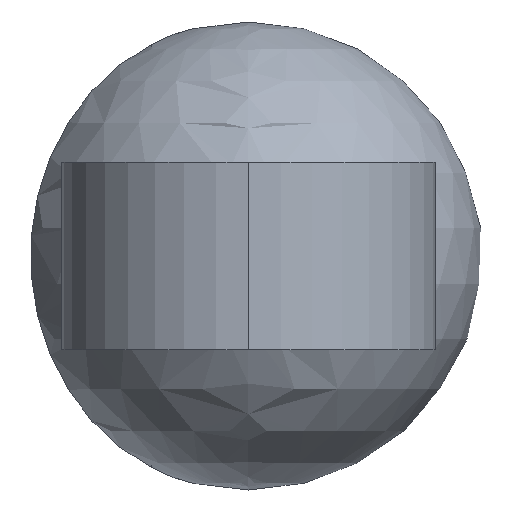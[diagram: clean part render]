
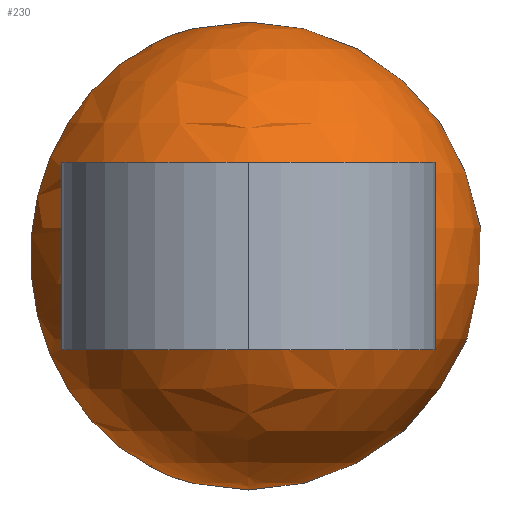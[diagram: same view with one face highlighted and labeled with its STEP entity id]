
A CAD part, left-side view. The second image highlights one B-rep face of the part: STEP entity #230.
In plain terms, the highlighted spherical face has radius 5 mm.
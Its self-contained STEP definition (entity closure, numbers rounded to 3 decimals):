
#27=FACE_BOUND('',#58,.T.);
#31=SPHERICAL_SURFACE('',#273,5.);
#44=FACE_OUTER_BOUND('',#57,.T.);
#57=EDGE_LOOP('',(#184,#185,#186,#187,#188,#189,#190));
#58=EDGE_LOOP('',(#191,#192,#193,#194));
#71=CIRCLE('',#260,4.98);
#73=CIRCLE('',#263,4.881);
#75=CIRCLE('',#266,4.858);
#77=CIRCLE('',#269,4.881);
#80=CIRCLE('',#274,2.);
#81=CIRCLE('',#275,2.);
#82=CIRCLE('',#276,5.);
#83=CIRCLE('',#277,2.);
#84=CIRCLE('',#278,5.);
#108=VERTEX_POINT('',#393);
#109=VERTEX_POINT('',#394);
#112=VERTEX_POINT('',#402);
#114=VERTEX_POINT('',#408);
#118=VERTEX_POINT('',#421);
#119=VERTEX_POINT('',#422);
#120=VERTEX_POINT('',#424);
#121=VERTEX_POINT('',#426);
#122=VERTEX_POINT('',#429);
#131=EDGE_CURVE('',#108,#109,#71,.T.);
#135=EDGE_CURVE('',#109,#112,#73,.T.);
#138=EDGE_CURVE('',#112,#114,#75,.T.);
#141=EDGE_CURVE('',#114,#108,#77,.T.);
#144=EDGE_CURVE('',#118,#119,#80,.T.);
#145=EDGE_CURVE('',#120,#118,#81,.T.);
#146=EDGE_CURVE('',#120,#121,#82,.T.);
#147=EDGE_CURVE('',#119,#120,#83,.T.);
#148=EDGE_CURVE('',#122,#119,#84,.T.);
#184=ORIENTED_EDGE('',*,*,#144,.F.);
#185=ORIENTED_EDGE('',*,*,#145,.F.);
#186=ORIENTED_EDGE('',*,*,#146,.T.);
#187=ORIENTED_EDGE('',*,*,#146,.F.);
#188=ORIENTED_EDGE('',*,*,#147,.F.);
#189=ORIENTED_EDGE('',*,*,#148,.F.);
#190=ORIENTED_EDGE('',*,*,#148,.T.);
#191=ORIENTED_EDGE('',*,*,#138,.T.);
#192=ORIENTED_EDGE('',*,*,#141,.T.);
#193=ORIENTED_EDGE('',*,*,#131,.T.);
#194=ORIENTED_EDGE('',*,*,#135,.T.);
#230=ADVANCED_FACE('',(#44,#27),#31,.T.);
#260=AXIS2_PLACEMENT_3D('',#395,#300,#301);
#263=AXIS2_PLACEMENT_3D('',#403,#308,#309);
#266=AXIS2_PLACEMENT_3D('',#409,#315,#316);
#269=AXIS2_PLACEMENT_3D('',#414,#322,#323);
#273=AXIS2_PLACEMENT_3D('',#420,#330,#331);
#274=AXIS2_PLACEMENT_3D('',#423,#332,#333);
#275=AXIS2_PLACEMENT_3D('',#425,#334,#335);
#276=AXIS2_PLACEMENT_3D('',#427,#336,#337);
#277=AXIS2_PLACEMENT_3D('',#428,#338,#339);
#278=AXIS2_PLACEMENT_3D('',#430,#340,#341);
#300=DIRECTION('center_axis',(-0.894,-0.447,0.));
#301=DIRECTION('ref_axis',(0.,0.,-1.));
#308=DIRECTION('center_axis',(-0.707,-0.707,0.));
#309=DIRECTION('ref_axis',(0.,0.,1.));
#315=DIRECTION('center_axis',(-0.78,-0.626,0.));
#316=DIRECTION('ref_axis',(0.,0.,1.));
#322=DIRECTION('center_axis',(-0.707,-0.707,0.));
#323=DIRECTION('ref_axis',(0.,0.,1.));
#330=DIRECTION('center_axis',(0.,0.,1.));
#331=DIRECTION('ref_axis',(1.,0.,0.));
#332=DIRECTION('center_axis',(-1.,0.,0.));
#333=DIRECTION('ref_axis',(0.,1.,0.));
#334=DIRECTION('center_axis',(-1.,0.,0.));
#335=DIRECTION('ref_axis',(0.,1.,0.));
#336=DIRECTION('center_axis',(0.,-1.,0.));
#337=DIRECTION('ref_axis',(-1.,0.,0.));
#338=DIRECTION('center_axis',(-1.,0.,0.));
#339=DIRECTION('ref_axis',(0.,1.,0.));
#340=DIRECTION('center_axis',(0.,-1.,0.));
#341=DIRECTION('ref_axis',(-1.,0.,0.));
#393=CARTESIAN_POINT('',(61.264,2.072,4.518));
#394=CARTESIAN_POINT('',(61.264,2.072,-4.518));
#395=CARTESIAN_POINT('Origin',(62.2,0.198,0.));
#402=CARTESIAN_POINT('',(63.264,0.072,-4.781));
#403=CARTESIAN_POINT('Origin',(62.57,0.766,0.));
#408=CARTESIAN_POINT('',(63.264,0.072,4.781));
#409=CARTESIAN_POINT('Origin',(62.727,0.741,0.));
#414=CARTESIAN_POINT('Origin',(62.57,0.766,0.));
#420=CARTESIAN_POINT('Origin',(61.803,0.,0.));
#421=CARTESIAN_POINT('',(57.221,-2.,0.));
#422=CARTESIAN_POINT('',(57.221,0.,2.));
#423=CARTESIAN_POINT('Origin',(57.221,0.,0.));
#424=CARTESIAN_POINT('',(57.221,0.,-2.));
#425=CARTESIAN_POINT('Origin',(57.221,0.,0.));
#426=CARTESIAN_POINT('',(61.803,0.,-5.));
#427=CARTESIAN_POINT('Origin',(61.803,0.,0.));
#428=CARTESIAN_POINT('Origin',(57.221,0.,0.));
#429=CARTESIAN_POINT('',(61.803,0.,5.));
#430=CARTESIAN_POINT('Origin',(61.803,0.,0.));
